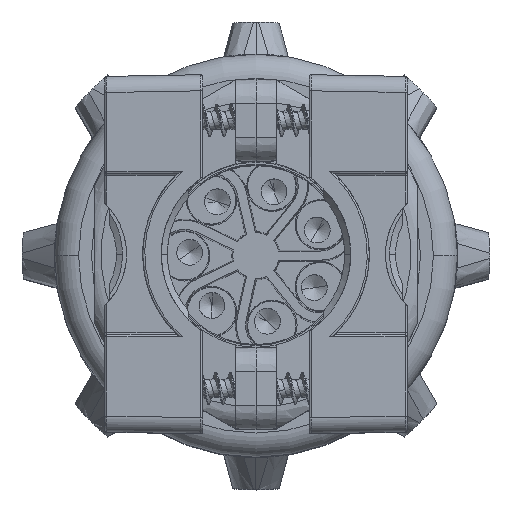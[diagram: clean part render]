
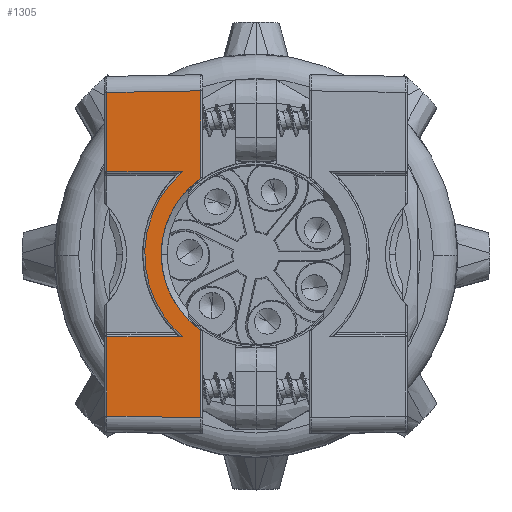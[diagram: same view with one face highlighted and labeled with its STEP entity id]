
A CAD part, top view. The second image highlights one B-rep face of the part: STEP entity #1305.
In plain terms, the highlighted planar face has unit normal (-0.018, 0, 1).
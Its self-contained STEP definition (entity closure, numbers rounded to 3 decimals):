
#1305=ADVANCED_FACE('',(#4357),#4358,.T.);
#4357=FACE_OUTER_BOUND('',#17525,.T.);
#4358=PLANE('',#17526);
#17525=EDGE_LOOP('',(#41017,#41018,#41019,#41020,#41021,#41022,#41023,#41024,#41025,#41026));
#17526=AXIS2_PLACEMENT_3D('',#41027,#41028,#41029);
#41017=ORIENTED_EDGE('',*,*,#47411,.F.);
#41018=ORIENTED_EDGE('',*,*,#47412,.F.);
#41019=ORIENTED_EDGE('',*,*,#47413,.T.);
#41020=ORIENTED_EDGE('',*,*,#47414,.T.);
#41021=ORIENTED_EDGE('',*,*,#47415,.T.);
#41022=ORIENTED_EDGE('',*,*,#47416,.F.);
#41023=ORIENTED_EDGE('',*,*,#47417,.T.);
#41024=ORIENTED_EDGE('',*,*,#47418,.F.);
#41025=ORIENTED_EDGE('',*,*,#47384,.F.);
#41026=ORIENTED_EDGE('',*,*,#47382,.F.);
#41027=CARTESIAN_POINT('',(-6.6,-23.882,36.65));
#41028=DIRECTION('',(-0.017,0.0,1.));
#41029=DIRECTION('',(0.0,1.0,0.0));
#47382=EDGE_CURVE('',#53886,#53888,#53889,.T.);
#47384=EDGE_CURVE('',#53888,#53891,#53892,.T.);
#47411=EDGE_CURVE('',#53932,#53886,#53934,.T.);
#47412=EDGE_CURVE('',#53935,#53932,#53936,.T.);
#47413=EDGE_CURVE('',#53935,#53937,#53938,.T.);
#47414=EDGE_CURVE('',#53937,#53939,#53940,.T.);
#47415=EDGE_CURVE('',#53939,#53941,#53942,.T.);
#47416=EDGE_CURVE('',#53943,#53941,#53944,.T.);
#47417=EDGE_CURVE('',#53943,#53945,#53946,.T.);
#47418=EDGE_CURVE('',#53891,#53945,#53947,.T.);
#53886=VERTEX_POINT('',#71997);
#53888=VERTEX_POINT('',#71999);
#53889=LINE('',#72000,#72001);
#53891=VERTEX_POINT('',#72012);
#53892=B_SPLINE_CURVE_WITH_KNOTS('',3,(#72013,#72014,#72015,#72016,#72017,#72018,#72019,#72020,#72021,#72022,#72023,#72024,#72025,#72026,#72027,#72028,#72029,#72030,#72031,#72032,#72033,#72034,#72035,#72036,#72037,#72038,#72039),.UNSPECIFIED.,.F.,.F.,(4,1,1,1,1,1,1,1,1,1,1,1,1,1,1,1,1,1,1,1,1,1,1,1,4),(0.0,0.016,0.031,0.063,0.094,0.125,0.156,0.188,0.25,0.313,0.375,0.438,0.5,0.563,0.625,0.688,0.75,0.813,0.844,0.875,0.906,0.938,0.969,0.984,1.0),.UNSPECIFIED.);
#53932=VERTEX_POINT('',#72168);
#53934=LINE('',#72183,#72184);
#53935=VERTEX_POINT('',#72185);
#53936=LINE('',#72186,#72187);
#53937=VERTEX_POINT('',#72188);
#53938=LINE('',#72189,#72190);
#53939=VERTEX_POINT('',#72191);
#53940=B_SPLINE_CURVE_WITH_KNOTS('',3,(#72192,#72193,#72194,#72195,#72196,#72197,#72198,#72199,#72200,#72201,#72202,#72203,#72204,#72205,#72206,#72207,#72208,#72209,#72210,#72211,#72212,#72213),.UNSPECIFIED.,.F.,.F.,(4,1,1,1,1,1,1,1,1,1,1,1,1,1,1,1,1,1,1,4),(0.0,0.053,0.105,0.158,0.211,0.263,0.316,0.368,0.421,0.474,0.526,0.579,0.632,0.684,0.737,0.789,0.842,0.895,0.947,1.0),.UNSPECIFIED.);
#53941=VERTEX_POINT('',#72214);
#53942=LINE('',#72215,#72216);
#53943=VERTEX_POINT('',#72217);
#53944=LINE('',#72218,#72219);
#53945=VERTEX_POINT('',#72220);
#53946=LINE('',#72221,#72222);
#53947=LINE('',#72223,#72224);
#71997=CARTESIAN_POINT('',(-6.854,20.271,36.646));
#71999=CARTESIAN_POINT('',(-6.854,9.414,36.646));
#72000=CARTESIAN_POINT('',(-6.854,20.271,36.646));
#72001=VECTOR('',#86953,10.856);
#72012=CARTESIAN_POINT('',(-6.854,-9.414,36.646));
#72013=CARTESIAN_POINT('',(-6.854,9.414,36.646));
#72014=CARTESIAN_POINT('',(-6.994,9.316,36.643));
#72015=CARTESIAN_POINT('',(-7.261,9.12,36.638));
#72016=CARTESIAN_POINT('',(-7.749,8.728,36.63));
#72017=CARTESIAN_POINT('',(-8.289,8.238,36.621));
#72018=CARTESIAN_POINT('',(-8.849,7.649,36.611));
#72019=CARTESIAN_POINT('',(-9.337,7.061,36.602));
#72020=CARTESIAN_POINT('',(-9.765,6.472,36.595));
#72021=CARTESIAN_POINT('',(-10.263,5.688,36.586));
#72022=CARTESIAN_POINT('',(-10.769,4.707,36.577));
#72023=CARTESIAN_POINT('',(-11.218,3.53,36.569));
#72024=CARTESIAN_POINT('',(-11.528,2.354,36.564));
#72025=CARTESIAN_POINT('',(-11.71,1.177,36.561));
#72026=CARTESIAN_POINT('',(-11.77,0.0,36.56));
#72027=CARTESIAN_POINT('',(-11.71,-1.177,36.561));
#72028=CARTESIAN_POINT('',(-11.528,-2.354,36.564));
#72029=CARTESIAN_POINT('',(-11.218,-3.53,36.569));
#72030=CARTESIAN_POINT('',(-10.769,-4.707,36.577));
#72031=CARTESIAN_POINT('',(-10.263,-5.688,36.586));
#72032=CARTESIAN_POINT('',(-9.765,-6.472,36.595));
#72033=CARTESIAN_POINT('',(-9.337,-7.061,36.602));
#72034=CARTESIAN_POINT('',(-8.849,-7.649,36.611));
#72035=CARTESIAN_POINT('',(-8.289,-8.238,36.621));
#72036=CARTESIAN_POINT('',(-7.749,-8.728,36.63));
#72037=CARTESIAN_POINT('',(-7.261,-9.12,36.638));
#72038=CARTESIAN_POINT('',(-6.994,-9.316,36.643));
#72039=CARTESIAN_POINT('',(-6.854,-9.414,36.646));
#72168=CARTESIAN_POINT('',(-18.504,20.068,36.442));
#72183=CARTESIAN_POINT('',(-18.504,20.068,36.442));
#72184=VECTOR('',#86991,11.654);
#72185=CARTESIAN_POINT('',(-18.504,10.25,36.442));
#72186=CARTESIAN_POINT('',(-18.504,10.25,36.442));
#72187=VECTOR('',#86992,9.818);
#72188=CARTESIAN_POINT('',(-9.117,10.25,36.606));
#72189=CARTESIAN_POINT('',(-18.504,10.25,36.442));
#72190=VECTOR('',#86993,9.389);
#72191=CARTESIAN_POINT('',(-9.117,-10.25,36.606));
#72192=CARTESIAN_POINT('',(-9.117,10.25,36.606));
#72193=CARTESIAN_POINT('',(-9.426,9.983,36.601));
#72194=CARTESIAN_POINT('',(-10.018,9.422,36.59));
#72195=CARTESIAN_POINT('',(-10.829,8.502,36.576));
#72196=CARTESIAN_POINT('',(-11.552,7.514,36.564));
#72197=CARTESIAN_POINT('',(-12.184,6.464,36.553));
#72198=CARTESIAN_POINT('',(-12.718,5.362,36.543));
#72199=CARTESIAN_POINT('',(-13.151,4.216,36.536));
#72200=CARTESIAN_POINT('',(-13.479,3.036,36.53));
#72201=CARTESIAN_POINT('',(-13.699,1.831,36.526));
#72202=CARTESIAN_POINT('',(-13.809,0.612,36.524));
#72203=CARTESIAN_POINT('',(-13.809,-0.612,36.524));
#72204=CARTESIAN_POINT('',(-13.699,-1.831,36.526));
#72205=CARTESIAN_POINT('',(-13.479,-3.036,36.53));
#72206=CARTESIAN_POINT('',(-13.151,-4.216,36.536));
#72207=CARTESIAN_POINT('',(-12.718,-5.362,36.543));
#72208=CARTESIAN_POINT('',(-12.184,-6.464,36.553));
#72209=CARTESIAN_POINT('',(-11.552,-7.514,36.564));
#72210=CARTESIAN_POINT('',(-10.829,-8.502,36.576));
#72211=CARTESIAN_POINT('',(-10.018,-9.422,36.59));
#72212=CARTESIAN_POINT('',(-9.426,-9.983,36.601));
#72213=CARTESIAN_POINT('',(-9.117,-10.25,36.606));
#72214=CARTESIAN_POINT('',(-18.504,-10.25,36.442));
#72215=CARTESIAN_POINT('',(-9.117,-10.25,36.606));
#72216=VECTOR('',#86994,9.389);
#72217=CARTESIAN_POINT('',(-18.504,-20.068,36.442));
#72218=CARTESIAN_POINT('',(-18.504,-20.068,36.442));
#72219=VECTOR('',#86995,9.818);
#72220=CARTESIAN_POINT('',(-6.854,-20.271,36.646));
#72221=CARTESIAN_POINT('',(-18.504,-20.068,36.442));
#72222=VECTOR('',#86996,11.654);
#72223=CARTESIAN_POINT('',(-6.854,-9.414,36.646));
#72224=VECTOR('',#86997,10.856);
#86953=DIRECTION('',(0.,-1.0,0.));
#86991=DIRECTION('',(1.,0.017,0.017));
#86992=DIRECTION('',(0.,1.0,0.));
#86993=DIRECTION('',(1.,0.,0.017));
#86994=DIRECTION('',(-1.,0.,-0.017));
#86995=DIRECTION('',(0.,1.0,0.));
#86996=DIRECTION('',(1.,-0.017,0.017));
#86997=DIRECTION('',(0.,-1.0,0.));
